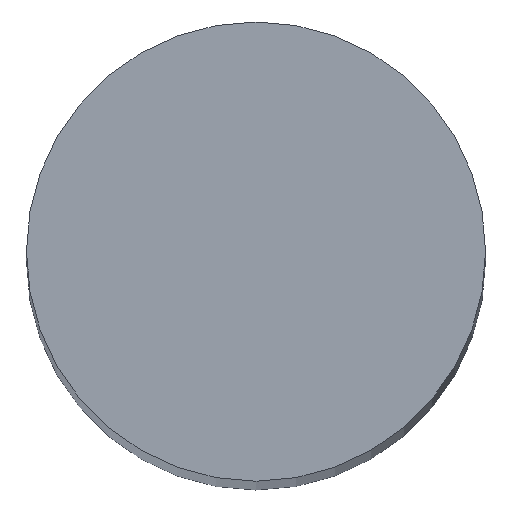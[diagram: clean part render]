
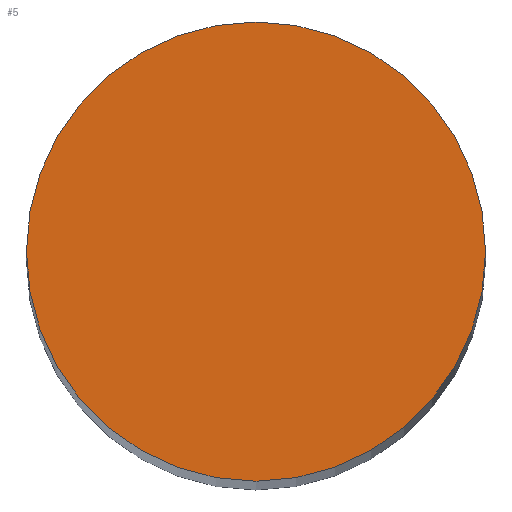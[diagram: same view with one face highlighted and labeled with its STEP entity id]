
A CAD part, top view. The second image highlights one B-rep face of the part: STEP entity #5.
In plain terms, the highlighted planar face has unit normal (0, 0, 1).
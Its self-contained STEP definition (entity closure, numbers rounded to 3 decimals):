
#5 = ADVANCED_FACE ( 'NONE', ( #76 ), #90, .T. ) ;
#20 = ORIENTED_EDGE ( 'NONE', *, *, #153, .T. ) ;
#25 = ORIENTED_EDGE ( 'NONE', *, *, #146, .T. ) ;
#66 = CIRCLE ( 'NONE', #164, 15.9 ) ;
#69 = CIRCLE ( 'NONE', #157, 15.9 ) ;
#75 = EDGE_LOOP ( 'NONE', ( #20, #25 ) ) ;
#76 = FACE_OUTER_BOUND ( 'NONE', #75, .T. ) ;
#84 = VERTEX_POINT ( 'NONE', #98 ) ;
#85 = CARTESIAN_POINT ( 'NONE',  ( 0., 0., 350. ) ) ;
#90 = PLANE ( 'NONE',  #155 ) ;
#93 = DIRECTION ( 'NONE',  ( 0., 0., 1. ) ) ;
#94 = DIRECTION ( 'NONE',  ( 1., 0., 0. ) ) ;
#98 = CARTESIAN_POINT ( 'NONE',  ( 15.9, 0., 350. ) ) ;
#99 = CARTESIAN_POINT ( 'NONE',  ( -15.9, 0., 350. ) ) ;
#105 = CARTESIAN_POINT ( 'NONE',  ( 0., 0., 350. ) ) ;
#106 = DIRECTION ( 'NONE',  ( 0., 0., 1. ) ) ;
#107 = DIRECTION ( 'NONE',  ( 1., 0., 0. ) ) ;
#110 = CARTESIAN_POINT ( 'NONE',  ( 0., 0., 350. ) ) ;
#113 = DIRECTION ( 'NONE',  ( 1., 0., 0. ) ) ;
#114 = DIRECTION ( 'NONE',  ( 0., 0., 1. ) ) ;
#120 = VERTEX_POINT ( 'NONE', #99 ) ;
#146 = EDGE_CURVE ( 'NONE', #84, #120, #69, .T. ) ;
#153 = EDGE_CURVE ( 'NONE', #120, #84, #66, .T. ) ;
#155 = AXIS2_PLACEMENT_3D ( 'NONE', #85, #93, #94 ) ;
#157 = AXIS2_PLACEMENT_3D ( 'NONE', #105, #106, #107 ) ;
#164 = AXIS2_PLACEMENT_3D ( 'NONE', #110, #114, #113 ) ;
